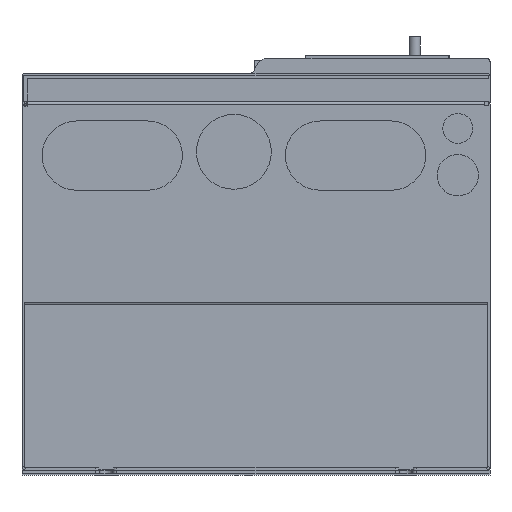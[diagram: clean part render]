
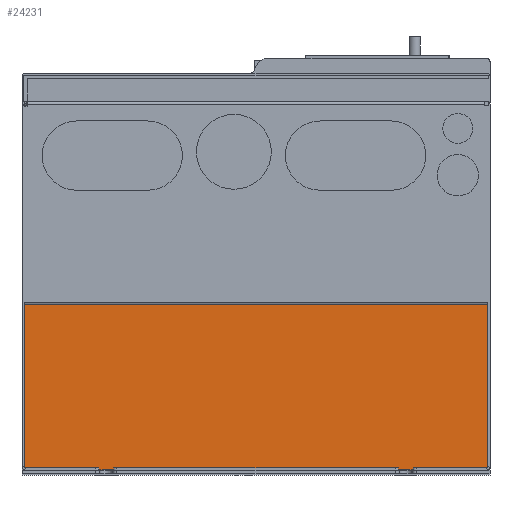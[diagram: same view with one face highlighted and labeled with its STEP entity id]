
A CAD part, top view. The second image highlights one B-rep face of the part: STEP entity #24231.
In plain terms, the highlighted planar face has unit normal (0, 0, 1).
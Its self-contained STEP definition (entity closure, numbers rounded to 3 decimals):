
#26 = VERTEX_POINT ( 'NONE', #18466 ) ;
#124 = VERTEX_POINT ( 'NONE', #9113 ) ;
#798 = VERTEX_POINT ( 'NONE', #13012 ) ;
#805 = ORIENTED_EDGE ( 'NONE', *, *, #19036, .F. ) ;
#849 = CARTESIAN_POINT ( 'NONE',  ( -123.3, 1.2, 214.244 ) ) ;
#878 = VECTOR ( 'NONE', #2878, 1000. ) ;
#943 = VECTOR ( 'NONE', #17707, 1000. ) ;
#2108 = ORIENTED_EDGE ( 'NONE', *, *, #15911, .T. ) ;
#2399 = EDGE_CURVE ( 'NONE', #14842, #124, #16911, .T. ) ;
#2443 = LINE ( 'NONE', #6225, #5649 ) ;
#2492 = VECTOR ( 'NONE', #20278, 1000. ) ;
#2878 = DIRECTION ( 'NONE',  ( -1., 0., 0. ) ) ;
#2996 = CARTESIAN_POINT ( 'NONE',  ( 123.8, 1.7, 214.244 ) ) ;
#3011 = LINE ( 'NONE', #19573, #878 ) ;
#3112 = LINE ( 'NONE', #8721, #17452 ) ;
#3375 = CARTESIAN_POINT ( 'NONE',  ( 123.8, 88.286, 214.244 ) ) ;
#3488 = CARTESIAN_POINT ( 'NONE',  ( -123.3, 1.2, 214.244 ) ) ;
#3927 = DIRECTION ( 'NONE',  ( 1., 0., 0. ) ) ;
#4007 = ORIENTED_EDGE ( 'NONE', *, *, #12006, .F. ) ;
#5613 = AXIS2_PLACEMENT_3D ( 'NONE', #22657, #13085, #12957 ) ;
#5649 = VECTOR ( 'NONE', #3927, 1000. ) ;
#5650 = DIRECTION ( 'NONE',  ( 0., 0., -1. ) ) ;
#6197 = DIRECTION ( 'NONE',  ( 0., 1., 0. ) ) ;
#6225 = CARTESIAN_POINT ( 'NONE',  ( -123.8, 88.286, 214.244 ) ) ;
#6552 = CARTESIAN_POINT ( 'NONE',  ( -83.934, -0.722, 214.244 ) ) ;
#6573 = LINE ( 'NONE', #15918, #18192 ) ;
#6936 = VERTEX_POINT ( 'NONE', #18199 ) ;
#7337 = ORIENTED_EDGE ( 'NONE', *, *, #17623, .T. ) ;
#7442 = ORIENTED_EDGE ( 'NONE', *, *, #16494, .T. ) ;
#7601 = CARTESIAN_POINT ( 'NONE',  ( -123.3, 1.2, 214.244 ) ) ;
#7673 = FACE_OUTER_BOUND ( 'NONE', #11301, .T. ) ;
#8427 = EDGE_CURVE ( 'NONE', #124, #8792, #3112, .T. ) ;
#8721 = CARTESIAN_POINT ( 'NONE',  ( -123.8, 0.2, 214.244 ) ) ;
#8792 = VERTEX_POINT ( 'NONE', #23084 ) ;
#9045 = CARTESIAN_POINT ( 'NONE',  ( 76.066, -0.722, 214.244 ) ) ;
#9113 = CARTESIAN_POINT ( 'NONE',  ( 76.066, 0.2, 214.244 ) ) ;
#9207 = LINE ( 'NONE', #7601, #2492 ) ;
#9273 = PLANE ( 'NONE',  #5613 ) ;
#9476 = ORIENTED_EDGE ( 'NONE', *, *, #20378, .F. ) ;
#9676 = CARTESIAN_POINT ( 'NONE',  ( 76.066, 1.2, 214.244 ) ) ;
#9749 = VECTOR ( 'NONE', #21652, 1000. ) ;
#9923 = ORIENTED_EDGE ( 'NONE', *, *, #23405, .F. ) ;
#10372 = DIRECTION ( 'NONE',  ( 0., 1., 0. ) ) ;
#10879 = DIRECTION ( 'NONE',  ( 1., 0., 0. ) ) ;
#11058 = LINE ( 'NONE', #18685, #18816 ) ;
#11301 = EDGE_LOOP ( 'NONE', ( #24107, #18210, #12007, #16104, #2108, #20068, #7442, #9476, #21955, #24131, #7337, #9923, #4007, #805 ) ) ;
#11367 = LINE ( 'NONE', #20949, #18987 ) ;
#12006 = EDGE_CURVE ( 'NONE', #26, #18021, #22433, .T. ) ;
#12007 = ORIENTED_EDGE ( 'NONE', *, *, #13832, .F. ) ;
#12341 = CIRCLE ( 'NONE', #24123, 0.5 ) ;
#12953 = CARTESIAN_POINT ( 'NONE',  ( -123.8, 0.2, 214.244 ) ) ;
#12957 = DIRECTION ( 'NONE',  ( 1., 0., 0. ) ) ;
#13012 = CARTESIAN_POINT ( 'NONE',  ( -123.8, 1.7, 214.244 ) ) ;
#13085 = DIRECTION ( 'NONE',  ( 0., 0., 1. ) ) ;
#13135 = DIRECTION ( 'NONE',  ( 1., 0., 0. ) ) ;
#13832 = EDGE_CURVE ( 'NONE', #14963, #798, #12341, .T. ) ;
#14076 = VECTOR ( 'NONE', #24181, 1000. ) ;
#14391 = LINE ( 'NONE', #2996, #943 ) ;
#14842 = VERTEX_POINT ( 'NONE', #9676 ) ;
#14963 = VERTEX_POINT ( 'NONE', #849 ) ;
#15038 = VECTOR ( 'NONE', #20304, 1000. ) ;
#15665 = EDGE_CURVE ( 'NONE', #23282, #18496, #24151, .T. ) ;
#15758 = VERTEX_POINT ( 'NONE', #22892 ) ;
#15765 = AXIS2_PLACEMENT_3D ( 'NONE', #18853, #20589, #10879 ) ;
#15860 = CARTESIAN_POINT ( 'NONE',  ( -76.066, 1.2, 214.244 ) ) ;
#15911 = EDGE_CURVE ( 'NONE', #6936, #23282, #16375, .T. ) ;
#15918 = CARTESIAN_POINT ( 'NONE',  ( 83.934, -0.814, 214.244 ) ) ;
#16104 = ORIENTED_EDGE ( 'NONE', *, *, #21884, .F. ) ;
#16234 = DIRECTION ( 'NONE',  ( 1., 0., 0. ) ) ;
#16301 = VERTEX_POINT ( 'NONE', #15860 ) ;
#16375 = LINE ( 'NONE', #6552, #9749 ) ;
#16494 = EDGE_CURVE ( 'NONE', #18496, #16301, #11058, .T. ) ;
#16911 = LINE ( 'NONE', #9045, #14076 ) ;
#17415 = CARTESIAN_POINT ( 'NONE',  ( -123.8, 88.286, 214.244 ) ) ;
#17452 = VECTOR ( 'NONE', #16234, 1000. ) ;
#17623 = EDGE_CURVE ( 'NONE', #8792, #15758, #6573, .T. ) ;
#17707 = DIRECTION ( 'NONE',  ( 0., -1., 0. ) ) ;
#18021 = VERTEX_POINT ( 'NONE', #18306 ) ;
#18192 = VECTOR ( 'NONE', #10372, 1000. ) ;
#18199 = CARTESIAN_POINT ( 'NONE',  ( -83.934, 1.2, 214.244 ) ) ;
#18210 = ORIENTED_EDGE ( 'NONE', *, *, #21179, .F. ) ;
#18306 = CARTESIAN_POINT ( 'NONE',  ( 123.3, 1.2, 214.244 ) ) ;
#18454 = LINE ( 'NONE', #3488, #15038 ) ;
#18466 = CARTESIAN_POINT ( 'NONE',  ( 123.8, 1.7, 214.244 ) ) ;
#18496 = VERTEX_POINT ( 'NONE', #24056 ) ;
#18685 = CARTESIAN_POINT ( 'NONE',  ( -76.066, -0.814, 214.244 ) ) ;
#18816 = VECTOR ( 'NONE', #24094, 1000. ) ;
#18853 = CARTESIAN_POINT ( 'NONE',  ( 123.3, 1.7, 214.244 ) ) ;
#18987 = VECTOR ( 'NONE', #6197, 1000. ) ;
#19036 = EDGE_CURVE ( 'NONE', #23578, #26, #14391, .T. ) ;
#19567 = VECTOR ( 'NONE', #20459, 1000. ) ;
#19573 = CARTESIAN_POINT ( 'NONE',  ( -123.3, 1.2, 214.244 ) ) ;
#20068 = ORIENTED_EDGE ( 'NONE', *, *, #15665, .T. ) ;
#20278 = DIRECTION ( 'NONE',  ( -1., 0., 0. ) ) ;
#20304 = DIRECTION ( 'NONE',  ( -1., 0., 0. ) ) ;
#20378 = EDGE_CURVE ( 'NONE', #14842, #16301, #18454, .T. ) ;
#20459 = DIRECTION ( 'NONE',  ( 1., 0., 0. ) ) ;
#20589 = DIRECTION ( 'NONE',  ( 0., 0., -1. ) ) ;
#20908 = EDGE_CURVE ( 'NONE', #22123, #23578, #2443, .T. ) ;
#20949 = CARTESIAN_POINT ( 'NONE',  ( -123.8, 0.2, 214.244 ) ) ;
#21179 = EDGE_CURVE ( 'NONE', #798, #22123, #11367, .T. ) ;
#21652 = DIRECTION ( 'NONE',  ( 0., -1., 0. ) ) ;
#21884 = EDGE_CURVE ( 'NONE', #6936, #14963, #9207, .T. ) ;
#21955 = ORIENTED_EDGE ( 'NONE', *, *, #2399, .T. ) ;
#22123 = VERTEX_POINT ( 'NONE', #17415 ) ;
#22433 = CIRCLE ( 'NONE', #15765, 0.5 ) ;
#22463 = CARTESIAN_POINT ( 'NONE',  ( -123.3, 1.7, 214.244 ) ) ;
#22657 = CARTESIAN_POINT ( 'NONE',  ( -123.8, 0.2, 214.244 ) ) ;
#22892 = CARTESIAN_POINT ( 'NONE',  ( 83.934, 1.2, 214.244 ) ) ;
#23084 = CARTESIAN_POINT ( 'NONE',  ( 83.934, 0.2, 214.244 ) ) ;
#23254 = CARTESIAN_POINT ( 'NONE',  ( -83.934, 0.2, 214.244 ) ) ;
#23282 = VERTEX_POINT ( 'NONE', #23254 ) ;
#23405 = EDGE_CURVE ( 'NONE', #18021, #15758, #3011, .T. ) ;
#23578 = VERTEX_POINT ( 'NONE', #3375 ) ;
#24056 = CARTESIAN_POINT ( 'NONE',  ( -76.066, 0.2, 214.244 ) ) ;
#24094 = DIRECTION ( 'NONE',  ( 0., 1., 0. ) ) ;
#24107 = ORIENTED_EDGE ( 'NONE', *, *, #20908, .F. ) ;
#24123 = AXIS2_PLACEMENT_3D ( 'NONE', #22463, #5650, #13135 ) ;
#24131 = ORIENTED_EDGE ( 'NONE', *, *, #8427, .T. ) ;
#24151 = LINE ( 'NONE', #12953, #19567 ) ;
#24181 = DIRECTION ( 'NONE',  ( 0., -1., 0. ) ) ;
#24231 = ADVANCED_FACE ( 'NONE', ( #7673 ), #9273, .T. ) ;
